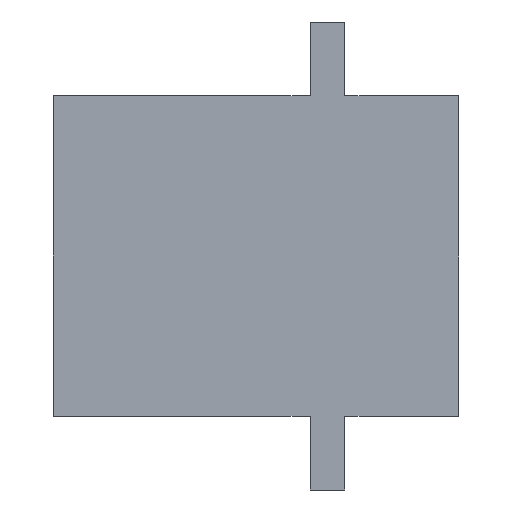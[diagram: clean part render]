
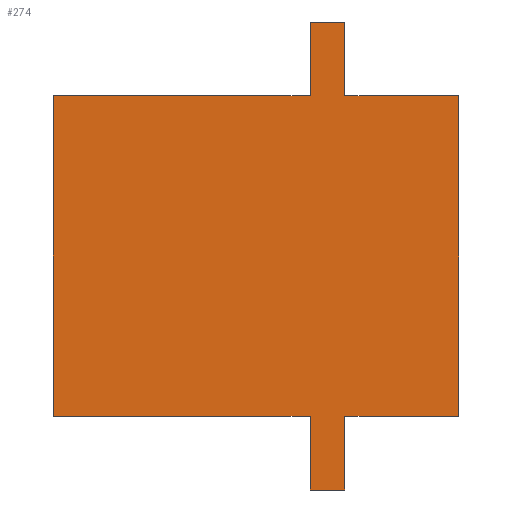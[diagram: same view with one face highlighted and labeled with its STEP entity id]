
A CAD part, front view. The second image highlights one B-rep face of the part: STEP entity #274.
In plain terms, the highlighted planar face has unit normal (0, -1, 0).
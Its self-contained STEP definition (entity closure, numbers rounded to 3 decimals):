
#28=FACE_OUTER_BOUND('',#42,.T.);
#42=EDGE_LOOP('',(#235,#236,#237,#238,#239,#240,#241,#242,#243,#244,#245,
#246));
#43=LINE('',#361,#79);
#47=LINE('',#369,#83);
#50=LINE('',#375,#86);
#53=LINE('',#381,#89);
#56=LINE('',#387,#92);
#59=LINE('',#393,#95);
#62=LINE('',#399,#98);
#65=LINE('',#405,#101);
#68=LINE('',#411,#104);
#71=LINE('',#417,#107);
#74=LINE('',#423,#110);
#77=LINE('',#428,#113);
#79=VECTOR('',#295,10.);
#83=VECTOR('',#301,10.);
#86=VECTOR('',#306,10.);
#89=VECTOR('',#311,10.);
#92=VECTOR('',#316,10.);
#95=VECTOR('',#321,10.);
#98=VECTOR('',#326,10.);
#101=VECTOR('',#331,10.);
#104=VECTOR('',#336,10.);
#107=VECTOR('',#341,10.);
#110=VECTOR('',#346,10.);
#113=VECTOR('',#351,10.);
#115=VERTEX_POINT('',#359);
#116=VERTEX_POINT('',#360);
#119=VERTEX_POINT('',#368);
#121=VERTEX_POINT('',#374);
#123=VERTEX_POINT('',#380);
#125=VERTEX_POINT('',#386);
#127=VERTEX_POINT('',#392);
#129=VERTEX_POINT('',#398);
#131=VERTEX_POINT('',#404);
#133=VERTEX_POINT('',#410);
#135=VERTEX_POINT('',#416);
#137=VERTEX_POINT('',#422);
#139=EDGE_CURVE('',#115,#116,#43,.T.);
#143=EDGE_CURVE('',#116,#119,#47,.T.);
#146=EDGE_CURVE('',#119,#121,#50,.T.);
#149=EDGE_CURVE('',#121,#123,#53,.T.);
#152=EDGE_CURVE('',#123,#125,#56,.T.);
#155=EDGE_CURVE('',#125,#127,#59,.T.);
#158=EDGE_CURVE('',#127,#129,#62,.T.);
#161=EDGE_CURVE('',#129,#131,#65,.T.);
#164=EDGE_CURVE('',#131,#133,#68,.T.);
#167=EDGE_CURVE('',#133,#135,#71,.T.);
#170=EDGE_CURVE('',#135,#137,#74,.T.);
#173=EDGE_CURVE('',#137,#115,#77,.T.);
#235=ORIENTED_EDGE('',*,*,#173,.T.);
#236=ORIENTED_EDGE('',*,*,#139,.T.);
#237=ORIENTED_EDGE('',*,*,#143,.T.);
#238=ORIENTED_EDGE('',*,*,#146,.T.);
#239=ORIENTED_EDGE('',*,*,#149,.T.);
#240=ORIENTED_EDGE('',*,*,#152,.T.);
#241=ORIENTED_EDGE('',*,*,#155,.T.);
#242=ORIENTED_EDGE('',*,*,#158,.T.);
#243=ORIENTED_EDGE('',*,*,#161,.T.);
#244=ORIENTED_EDGE('',*,*,#164,.T.);
#245=ORIENTED_EDGE('',*,*,#167,.T.);
#246=ORIENTED_EDGE('',*,*,#170,.T.);
#260=PLANE('',#290);
#274=ADVANCED_FACE('',(#28),#260,.F.);
#290=AXIS2_PLACEMENT_3D('',#431,#355,#356);
#295=DIRECTION('',(0.,0.,-1.));
#301=DIRECTION('',(1.,0.,0.));
#306=DIRECTION('',(0.,0.,1.));
#311=DIRECTION('',(1.,0.,0.));
#316=DIRECTION('',(0.,0.,1.));
#321=DIRECTION('',(-1.,0.,0.));
#326=DIRECTION('',(0.,0.,1.));
#331=DIRECTION('',(-1.,0.,0.));
#336=DIRECTION('',(0.,0.,-1.));
#341=DIRECTION('',(-1.,0.,0.));
#346=DIRECTION('',(0.,0.,-1.));
#351=DIRECTION('',(1.,0.,0.));
#355=DIRECTION('center_axis',(0.,1.,0.));
#356=DIRECTION('ref_axis',(1.,0.,0.));
#359=CARTESIAN_POINT('',(18.05,0.,0.));
#360=CARTESIAN_POINT('',(18.05,0.,-5.2));
#361=CARTESIAN_POINT('',(18.05,0.,0.));
#368=CARTESIAN_POINT('',(20.5,0.,-5.2));
#369=CARTESIAN_POINT('',(18.05,0.,-5.2));
#374=CARTESIAN_POINT('',(20.5,0.,0.));
#375=CARTESIAN_POINT('',(20.5,0.,-5.2));
#380=CARTESIAN_POINT('',(28.5,0.,0.));
#381=CARTESIAN_POINT('',(0.,0.,0.));
#386=CARTESIAN_POINT('',(28.5,0.,22.5));
#387=CARTESIAN_POINT('',(28.5,0.,0.));
#392=CARTESIAN_POINT('',(20.5,0.,22.5));
#393=CARTESIAN_POINT('',(28.5,0.,22.5));
#398=CARTESIAN_POINT('',(20.5,0.,27.7));
#399=CARTESIAN_POINT('',(20.5,0.,22.5));
#404=CARTESIAN_POINT('',(18.05,0.,27.7));
#405=CARTESIAN_POINT('',(20.5,0.,27.7));
#410=CARTESIAN_POINT('',(18.05,0.,22.5));
#411=CARTESIAN_POINT('',(18.05,0.,27.7));
#416=CARTESIAN_POINT('',(0.,0.,22.5));
#417=CARTESIAN_POINT('',(28.5,0.,22.5));
#422=CARTESIAN_POINT('',(0.,0.,0.));
#423=CARTESIAN_POINT('',(0.,0.,22.5));
#428=CARTESIAN_POINT('',(0.,0.,0.));
#431=CARTESIAN_POINT('Origin',(14.25,0.,11.25));
